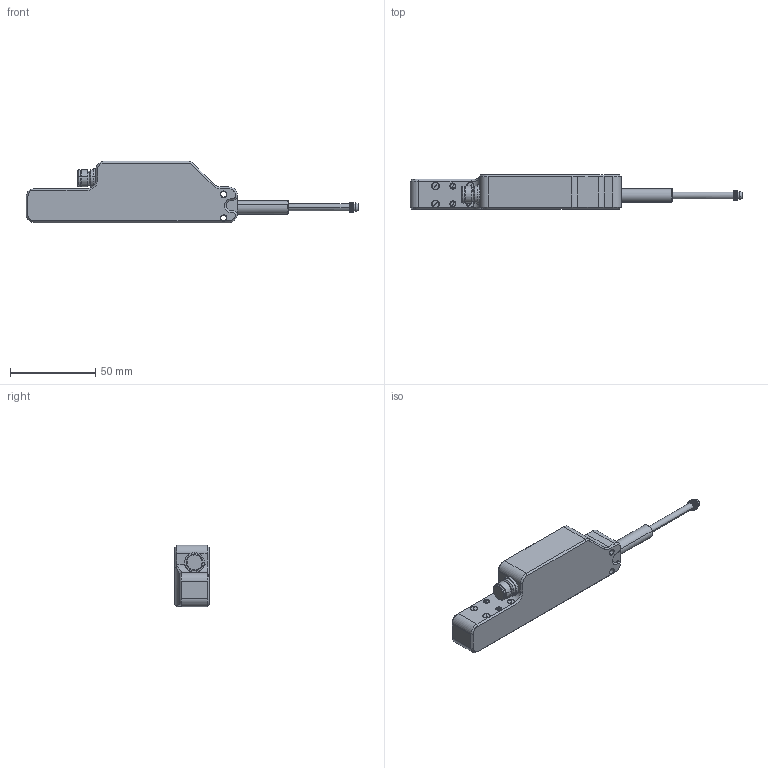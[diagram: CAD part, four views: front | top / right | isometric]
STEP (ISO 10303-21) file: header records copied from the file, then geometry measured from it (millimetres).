
FILE_DESCRIPTION((''),'2;1');
FILE_NAME('MR-DT35','2022-03-25T',('EDY'),(''),'CREO PARAMETRIC BY PTC INC, 2018070','CREO PARAMETRIC BY PTC INC, 2018070','');
FILE_SCHEMA(('CONFIG_CONTROL_DESIGN'));
Length unit declared in the file: millimetre
Products named in the file (1): MR-DT35
Bounding box: 194.9 x 20 x 36 mm (x, y, z)
Volume: 69321.7 mm3; surface area: 16857.5 mm2
Topology: 2 solids, 14 shells, 446 faces, 1171 edges, 753 vertices
Faces by surface type: plane 208, cylinder 118, cone 97, bspline 9, extrusion 8, torus 6
Entity records: 14570 total; most frequent: CARTESIAN_POINT 3344, ORIENTED_EDGE 2334, DIRECTION 2321, EDGE_CURVE 1167, AXIS2_PLACEMENT_3D 813, VERTEX_POINT 752, VECTOR 695, LINE 687
